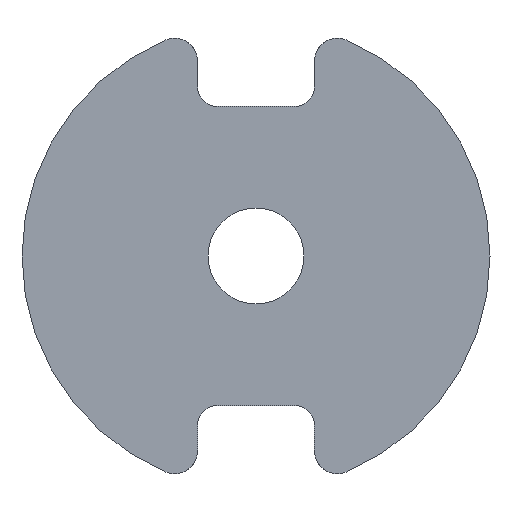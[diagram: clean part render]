
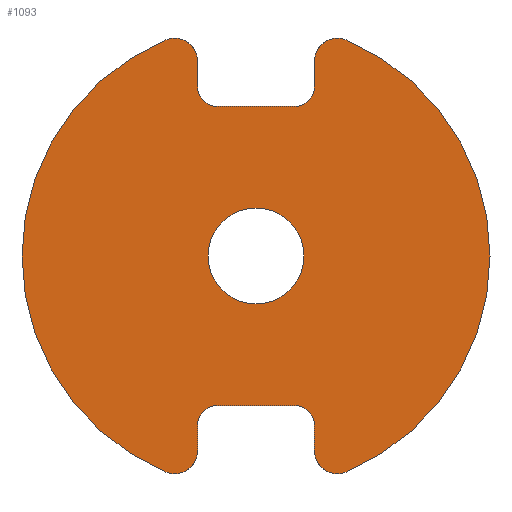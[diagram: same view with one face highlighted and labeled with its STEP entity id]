
A CAD part, front view. The second image highlights one B-rep face of the part: STEP entity #1093.
In plain terms, the highlighted planar face has unit normal (0, -1, 0).
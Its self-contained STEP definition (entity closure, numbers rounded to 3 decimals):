
#1=DIRECTION('',(1.,0.,0.));
#2=VECTOR('',#1,2.4);
#3=CARTESIAN_POINT('',(-1.2,0.,4.6));
#4=LINE('',#3,#2);
#5=DIRECTION('',(0.,0.,1.));
#6=VECTOR('',#5,0.8);
#7=CARTESIAN_POINT('',(1.8,0.,5.2));
#8=LINE('',#7,#6);
#9=CARTESIAN_POINT('',(2.5,0.,6.));
#10=DIRECTION('',(0.,1.,0.));
#11=DIRECTION('',(-1.,0.,0.));
#12=AXIS2_PLACEMENT_3D('',#9,#10,#11);
#14=CARTESIAN_POINT('',(0.,0.,0.));
#15=DIRECTION('',(0.,1.,0.));
#16=DIRECTION('',(0.385,0.,0.923));
#17=AXIS2_PLACEMENT_3D('',#14,#15,#16);
#19=CARTESIAN_POINT('',(2.5,0.,-6.));
#20=DIRECTION('',(0.,1.,0.));
#21=DIRECTION('',(0.385,0.,-0.923));
#22=AXIS2_PLACEMENT_3D('',#19,#20,#21);
#24=DIRECTION('',(0.,0.,1.));
#25=VECTOR('',#24,0.8);
#26=CARTESIAN_POINT('',(1.8,0.,-6.));
#27=LINE('',#26,#25);
#28=DIRECTION('',(-1.,0.,0.));
#29=VECTOR('',#28,2.4);
#30=CARTESIAN_POINT('',(1.2,0.,-4.6));
#31=LINE('',#30,#29);
#32=DIRECTION('',(0.,0.,-1.));
#33=VECTOR('',#32,0.8);
#34=CARTESIAN_POINT('',(-1.8,0.,-5.2));
#35=LINE('',#34,#33);
#36=CARTESIAN_POINT('',(-2.5,0.,-6.));
#37=DIRECTION('',(0.,1.,0.));
#38=DIRECTION('',(1.,0.,0.));
#39=AXIS2_PLACEMENT_3D('',#36,#37,#38);
#41=CARTESIAN_POINT('',(0.,0.,0.));
#42=DIRECTION('',(0.,1.,0.));
#43=DIRECTION('',(-0.385,0.,-0.923));
#44=AXIS2_PLACEMENT_3D('',#41,#42,#43);
#46=CARTESIAN_POINT('',(-2.5,0.,6.));
#47=DIRECTION('',(0.,1.,0.));
#48=DIRECTION('',(-0.385,0.,0.923));
#49=AXIS2_PLACEMENT_3D('',#46,#47,#48);
#51=DIRECTION('',(0.,0.,-1.));
#52=VECTOR('',#51,0.8);
#53=CARTESIAN_POINT('',(-1.8,0.,6.));
#54=LINE('',#53,#52);
#55=CARTESIAN_POINT('',(0.,0.,0.));
#56=DIRECTION('',(0.,1.,0.));
#57=DIRECTION('',(0.,0.,-1.));
#58=AXIS2_PLACEMENT_3D('',#55,#56,#57);
#60=CARTESIAN_POINT('',(0.,0.,0.));
#61=DIRECTION('',(0.,1.,0.));
#62=DIRECTION('',(0.,0.,1.));
#63=AXIS2_PLACEMENT_3D('',#60,#61,#62);
#73=CARTESIAN_POINT('',(-1.2,0.,5.2));
#74=DIRECTION('',(0.,1.,0.));
#75=DIRECTION('',(0.,0.,-1.));
#76=AXIS2_PLACEMENT_3D('',#73,#74,#75);
#289=CARTESIAN_POINT('',(-1.2,0.,-5.2));
#290=DIRECTION('',(0.,1.,0.));
#291=DIRECTION('',(-1.,0.,0.));
#292=AXIS2_PLACEMENT_3D('',#289,#290,#291);
#302=CARTESIAN_POINT('',(1.2,0.,-5.2));
#303=DIRECTION('',(0.,1.,0.));
#304=DIRECTION('',(0.,0.,1.));
#305=AXIS2_PLACEMENT_3D('',#302,#303,#304);
#518=CARTESIAN_POINT('',(1.2,0.,5.2));
#519=DIRECTION('',(0.,1.,0.));
#520=DIRECTION('',(1.,0.,0.));
#521=AXIS2_PLACEMENT_3D('',#518,#519,#520);
#895=CARTESIAN_POINT('',(-2.769,0.,-6.646));
#896=CARTESIAN_POINT('',(-2.769,0.,6.646));
#897=VERTEX_POINT('',#895);
#898=VERTEX_POINT('',#896);
#899=CARTESIAN_POINT('',(-1.8,0.,-6.));
#900=VERTEX_POINT('',#899);
#901=CARTESIAN_POINT('',(-1.8,0.,6.));
#902=VERTEX_POINT('',#901);
#903=CARTESIAN_POINT('',(1.8,0.,6.));
#904=CARTESIAN_POINT('',(2.769,0.,6.646));
#905=VERTEX_POINT('',#903);
#906=VERTEX_POINT('',#904);
#907=CARTESIAN_POINT('',(2.769,0.,-6.646));
#908=VERTEX_POINT('',#907);
#909=CARTESIAN_POINT('',(1.8,0.,-6.));
#910=VERTEX_POINT('',#909);
#923=CARTESIAN_POINT('',(1.2,0.,-4.6));
#924=CARTESIAN_POINT('',(-1.2,0.,-4.6));
#925=VERTEX_POINT('',#923);
#926=VERTEX_POINT('',#924);
#927=CARTESIAN_POINT('',(-1.8,0.,-5.2));
#928=VERTEX_POINT('',#927);
#929=CARTESIAN_POINT('',(-1.8,0.,5.2));
#930=VERTEX_POINT('',#929);
#931=CARTESIAN_POINT('',(-1.2,0.,4.6));
#932=CARTESIAN_POINT('',(1.2,0.,4.6));
#933=VERTEX_POINT('',#931);
#934=VERTEX_POINT('',#932);
#935=CARTESIAN_POINT('',(1.8,0.,5.2));
#936=VERTEX_POINT('',#935);
#937=CARTESIAN_POINT('',(1.8,0.,-5.2));
#938=VERTEX_POINT('',#937);
#1029=CARTESIAN_POINT('',(0.,0.,-1.475));
#1030=CARTESIAN_POINT('',(0.,0.,1.475));
#1031=VERTEX_POINT('',#1029);
#1032=VERTEX_POINT('',#1030);
#1048=CARTESIAN_POINT('',(0.,0.,0.));
#1049=DIRECTION('',(0.,1.,0.));
#1050=DIRECTION('',(0.,0.,-1.));
#1051=AXIS2_PLACEMENT_3D('',#1048,#1049,#1050);
#1052=PLANE('',#1051);
#1054=ORIENTED_EDGE('',*,*,#1053,.T.);
#1056=ORIENTED_EDGE('',*,*,#1055,.F.);
#1058=ORIENTED_EDGE('',*,*,#1057,.T.);
#1060=ORIENTED_EDGE('',*,*,#1059,.T.);
#1062=ORIENTED_EDGE('',*,*,#1061,.T.);
#1064=ORIENTED_EDGE('',*,*,#1063,.T.);
#1066=ORIENTED_EDGE('',*,*,#1065,.T.);
#1068=ORIENTED_EDGE('',*,*,#1067,.F.);
#1070=ORIENTED_EDGE('',*,*,#1069,.T.);
#1072=ORIENTED_EDGE('',*,*,#1071,.F.);
#1074=ORIENTED_EDGE('',*,*,#1073,.T.);
#1076=ORIENTED_EDGE('',*,*,#1075,.T.);
#1078=ORIENTED_EDGE('',*,*,#1077,.T.);
#1080=ORIENTED_EDGE('',*,*,#1079,.T.);
#1082=ORIENTED_EDGE('',*,*,#1081,.T.);
#1084=ORIENTED_EDGE('',*,*,#1083,.F.);
#1085=EDGE_LOOP('',(#1054,#1056,#1058,#1060,#1062,#1064,#1066,#1068,#1070,#1072,
#1074,#1076,#1078,#1080,#1082,#1084));
#1086=FACE_OUTER_BOUND('',#1085,.F.);
#1088=ORIENTED_EDGE('',*,*,#1087,.F.);
#1090=ORIENTED_EDGE('',*,*,#1089,.F.);
#1091=EDGE_LOOP('',(#1088,#1090));
#1092=FACE_BOUND('',#1091,.F.);
#1093=ADVANCED_FACE('',(#1086,#1092),#1052,.F.);
#13=CIRCLE('',#12,0.7);
#18=CIRCLE('',#17,7.2);
#23=CIRCLE('',#22,0.7);
#40=CIRCLE('',#39,0.7);
#45=CIRCLE('',#44,7.2);
#50=CIRCLE('',#49,0.7);
#59=CIRCLE('',#58,1.475);
#64=CIRCLE('',#63,1.475);
#77=CIRCLE('',#76,0.6);
#293=CIRCLE('',#292,0.6);
#306=CIRCLE('',#305,0.6);
#522=CIRCLE('',#521,0.6);
#1053=EDGE_CURVE('',#933,#934,#4,.T.);
#1055=EDGE_CURVE('',#936,#934,#522,.T.);
#1057=EDGE_CURVE('',#936,#905,#8,.T.);
#1059=EDGE_CURVE('',#905,#906,#13,.T.);
#1061=EDGE_CURVE('',#906,#908,#18,.T.);
#1063=EDGE_CURVE('',#908,#910,#23,.T.);
#1065=EDGE_CURVE('',#910,#938,#27,.T.);
#1067=EDGE_CURVE('',#925,#938,#306,.T.);
#1069=EDGE_CURVE('',#925,#926,#31,.T.);
#1071=EDGE_CURVE('',#928,#926,#293,.T.);
#1073=EDGE_CURVE('',#928,#900,#35,.T.);
#1075=EDGE_CURVE('',#900,#897,#40,.T.);
#1077=EDGE_CURVE('',#897,#898,#45,.T.);
#1079=EDGE_CURVE('',#898,#902,#50,.T.);
#1081=EDGE_CURVE('',#902,#930,#54,.T.);
#1083=EDGE_CURVE('',#933,#930,#77,.T.);
#1087=EDGE_CURVE('',#1031,#1032,#59,.T.);
#1089=EDGE_CURVE('',#1032,#1031,#64,.T.);
